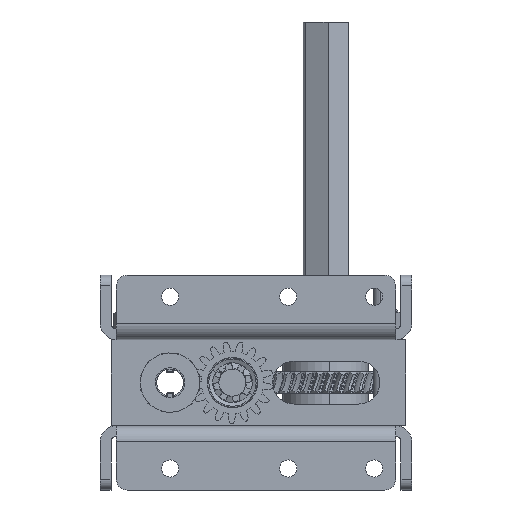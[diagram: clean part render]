
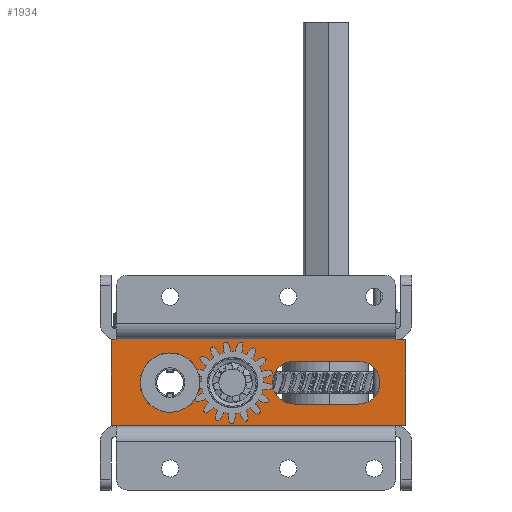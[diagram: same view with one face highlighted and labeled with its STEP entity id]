
A CAD part, left-side view. The second image highlights one B-rep face of the part: STEP entity #1934.
In plain terms, the highlighted face is planar.
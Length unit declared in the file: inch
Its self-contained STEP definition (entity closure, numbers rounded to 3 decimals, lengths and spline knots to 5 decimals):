
#1934 = ADVANCED_FACE ( 'NONE', ( #21853, #20226, #52656, #34022 ), #49811, .T. ) ;
#1970 = DIRECTION ( 'NONE',  ( 0., 0., 1. ) ) ;
#2833 = DIRECTION ( 'NONE',  ( 0., 0., 1. ) ) ;
#3179 = ORIENTED_EDGE ( 'NONE', *, *, #61579, .T. ) ;
#4287 = VECTOR ( 'NONE', #51149, 39.37008 ) ;
#4333 = AXIS2_PLACEMENT_3D ( 'NONE', #12913, #49165, #18147 ) ;
#4417 = CARTESIAN_POINT ( 'NONE',  ( 0., 0., -0.75 ) ) ;
#4876 = CARTESIAN_POINT ( 'NONE',  ( 0., 0., -1. ) ) ;
#5908 = VECTOR ( 'NONE', #41203, 39.37008 ) ;
#7162 = CARTESIAN_POINT ( 'NONE',  ( 2.88, 0., -0.25 ) ) ;
#7977 = CARTESIAN_POINT ( 'NONE',  ( 1.4135, 0., -0.145 ) ) ;
#8286 = LINE ( 'NONE', #20659, #34288 ) ;
#8739 = CARTESIAN_POINT ( 'NONE',  ( 3.43, 0., -1. ) ) ;
#9962 = CIRCLE ( 'NONE', #10685, 0.25 ) ;
#10172 = AXIS2_PLACEMENT_3D ( 'NONE', #25133, #54715, #17130 ) ;
#10225 = CARTESIAN_POINT ( 'NONE',  ( 0.6875, 0., -0.6965 ) ) ;
#10407 = CIRCLE ( 'NONE', #4333, 0.355 ) ;
#10470 = CARTESIAN_POINT ( 'NONE',  ( 2.13, 0., -0.25 ) ) ;
#10685 = AXIS2_PLACEMENT_3D ( 'NONE', #17878, #54126, #23115 ) ;
#10950 = EDGE_CURVE ( 'NONE', #29692, #16623, #19001, .T. ) ;
#11013 = LINE ( 'NONE', #21776, #37023 ) ;
#11274 = CARTESIAN_POINT ( 'NONE',  ( 0., 0., -1. ) ) ;
#11314 = DIRECTION ( 'NONE',  ( 0., 1., 0. ) ) ;
#12913 = CARTESIAN_POINT ( 'NONE',  ( 1.4135, 0., -0.5 ) ) ;
#13498 = CARTESIAN_POINT ( 'NONE',  ( 1.4135, 0., -0.855 ) ) ;
#15054 = ORIENTED_EDGE ( 'NONE', *, *, #29462, .T. ) ;
#16623 = VERTEX_POINT ( 'NONE', #66551 ) ;
#16762 = CARTESIAN_POINT ( 'NONE',  ( 0., 0., 0. ) ) ;
#17130 = DIRECTION ( 'NONE',  ( 0., 0., -1. ) ) ;
#17878 = CARTESIAN_POINT ( 'NONE',  ( 2.88, 0., -0.5 ) ) ;
#18147 = DIRECTION ( 'NONE',  ( 0., 0., 1. ) ) ;
#18853 = ORIENTED_EDGE ( 'NONE', *, *, #44732, .T. ) ;
#19001 = LINE ( 'NONE', #33907, #32794 ) ;
#19746 = LINE ( 'NONE', #4876, #5908 ) ;
#20226 = FACE_BOUND ( 'NONE', #53803, .T. ) ;
#20434 = CARTESIAN_POINT ( 'NONE',  ( 0., 0., -1. ) ) ;
#20659 = CARTESIAN_POINT ( 'NONE',  ( 0., 0., 0. ) ) ;
#21672 = VERTEX_POINT ( 'NONE', #7162 ) ;
#21776 = CARTESIAN_POINT ( 'NONE',  ( 0., 0., -0.25 ) ) ;
#21853 = FACE_OUTER_BOUND ( 'NONE', #30449, .T. ) ;
#22151 = VERTEX_POINT ( 'NONE', #10470 ) ;
#23115 = DIRECTION ( 'NONE',  ( 0., 0., 1. ) ) ;
#23932 = DIRECTION ( 'NONE',  ( 0., 1., 0. ) ) ;
#25133 = CARTESIAN_POINT ( 'NONE',  ( 0., 0., -1. ) ) ;
#26183 = EDGE_CURVE ( 'NONE', #22151, #21672, #11013, .T. ) ;
#27464 = EDGE_CURVE ( 'NONE', #54407, #45856, #65559, .T. ) ;
#29260 = DIRECTION ( 'NONE',  ( 0., 1., 0. ) ) ;
#29462 = EDGE_CURVE ( 'NONE', #45856, #54407, #35504, .T. ) ;
#29513 = AXIS2_PLACEMENT_3D ( 'NONE', #42408, #11314, #47588 ) ;
#29692 = VERTEX_POINT ( 'NONE', #8739 ) ;
#30449 = EDGE_LOOP ( 'NONE', ( #61642, #31318, #62995, #59164 ) ) ;
#31318 = ORIENTED_EDGE ( 'NONE', *, *, #39129, .T. ) ;
#31845 = VECTOR ( 'NONE', #35875, 39.37008 ) ;
#32794 = VECTOR ( 'NONE', #2833, 39.37008 ) ;
#32876 = CARTESIAN_POINT ( 'NONE',  ( 0.6875, 0., -0.3035 ) ) ;
#33053 = DIRECTION ( 'NONE',  ( 0., 1., 0. ) ) ;
#33907 = CARTESIAN_POINT ( 'NONE',  ( 3.43, 0., -1. ) ) ;
#34022 = FACE_BOUND ( 'NONE', #45197, .T. ) ;
#34288 = VECTOR ( 'NONE', #56913, 39.37008 ) ;
#34986 = ORIENTED_EDGE ( 'NONE', *, *, #47891, .T. ) ;
#35437 = EDGE_CURVE ( 'NONE', #56456, #29692, #19746, .T. ) ;
#35504 = CIRCLE ( 'NONE', #52009, 0.1965 ) ;
#35875 = DIRECTION ( 'NONE',  ( 0., 0., -1. ) ) ;
#36619 = EDGE_CURVE ( 'NONE', #48011, #56456, #47249, .T. ) ;
#37023 = VECTOR ( 'NONE', #52802, 39.37008 ) ;
#39129 = EDGE_CURVE ( 'NONE', #16623, #48011, #8286, .T. ) ;
#40650 = CIRCLE ( 'NONE', #29513, 0.25 ) ;
#41203 = DIRECTION ( 'NONE',  ( 1., 0., 0. ) ) ;
#42408 = CARTESIAN_POINT ( 'NONE',  ( 2.13, 0., -0.5 ) ) ;
#43292 = AXIS2_PLACEMENT_3D ( 'NONE', #54942, #23932, #60168 ) ;
#43449 = VERTEX_POINT ( 'NONE', #13498 ) ;
#44732 = EDGE_CURVE ( 'NONE', #44964, #49467, #45678, .T. ) ;
#44964 = VERTEX_POINT ( 'NONE', #50141 ) ;
#45197 = EDGE_LOOP ( 'NONE', ( #3179, #18853, #34986, #58344 ) ) ;
#45678 = LINE ( 'NONE', #4417, #4287 ) ;
#45856 = VERTEX_POINT ( 'NONE', #10225 ) ;
#47249 = LINE ( 'NONE', #20434, #31845 ) ;
#47588 = DIRECTION ( 'NONE',  ( 0., 0., 1. ) ) ;
#47615 = EDGE_LOOP ( 'NONE', ( #54303, #15054 ) ) ;
#47891 = EDGE_CURVE ( 'NONE', #49467, #22151, #40650, .T. ) ;
#48011 = VERTEX_POINT ( 'NONE', #16762 ) ;
#48758 = VERTEX_POINT ( 'NONE', #7977 ) ;
#49165 = DIRECTION ( 'NONE',  ( 0., 1., 0. ) ) ;
#49467 = VERTEX_POINT ( 'NONE', #63902 ) ;
#49811 = PLANE ( 'NONE',  #10172 ) ;
#50141 = CARTESIAN_POINT ( 'NONE',  ( 2.88, 0., -0.75 ) ) ;
#50568 = EDGE_CURVE ( 'NONE', #48758, #43449, #10407, .T. ) ;
#51149 = DIRECTION ( 'NONE',  ( -1., 0., 0. ) ) ;
#51482 = CIRCLE ( 'NONE', #57460, 0.355 ) ;
#52009 = AXIS2_PLACEMENT_3D ( 'NONE', #64081, #33053, #1970 ) ;
#52656 = FACE_BOUND ( 'NONE', #47615, .T. ) ;
#52705 = ORIENTED_EDGE ( 'NONE', *, *, #50568, .T. ) ;
#52802 = DIRECTION ( 'NONE',  ( 1., 0., 0. ) ) ;
#53803 = EDGE_LOOP ( 'NONE', ( #52705, #60341 ) ) ;
#54126 = DIRECTION ( 'NONE',  ( 0., 1., 0. ) ) ;
#54303 = ORIENTED_EDGE ( 'NONE', *, *, #27464, .T. ) ;
#54407 = VERTEX_POINT ( 'NONE', #32876 ) ;
#54715 = DIRECTION ( 'NONE',  ( 0., -1., 0. ) ) ;
#54942 = CARTESIAN_POINT ( 'NONE',  ( 0.6875, 0., -0.5 ) ) ;
#56046 = EDGE_CURVE ( 'NONE', #43449, #48758, #51482, .T. ) ;
#56456 = VERTEX_POINT ( 'NONE', #11274 ) ;
#56913 = DIRECTION ( 'NONE',  ( -1., 0., 0. ) ) ;
#57460 = AXIS2_PLACEMENT_3D ( 'NONE', #60287, #29260, #65485 ) ;
#58344 = ORIENTED_EDGE ( 'NONE', *, *, #26183, .T. ) ;
#59164 = ORIENTED_EDGE ( 'NONE', *, *, #35437, .T. ) ;
#60168 = DIRECTION ( 'NONE',  ( 0., 0., 1. ) ) ;
#60287 = CARTESIAN_POINT ( 'NONE',  ( 1.4135, 0., -0.5 ) ) ;
#60341 = ORIENTED_EDGE ( 'NONE', *, *, #56046, .T. ) ;
#61579 = EDGE_CURVE ( 'NONE', #21672, #44964, #9962, .T. ) ;
#61642 = ORIENTED_EDGE ( 'NONE', *, *, #10950, .T. ) ;
#62995 = ORIENTED_EDGE ( 'NONE', *, *, #36619, .T. ) ;
#63902 = CARTESIAN_POINT ( 'NONE',  ( 2.13, 0., -0.75 ) ) ;
#64081 = CARTESIAN_POINT ( 'NONE',  ( 0.6875, 0., -0.5 ) ) ;
#65485 = DIRECTION ( 'NONE',  ( 0., 0., 1. ) ) ;
#65559 = CIRCLE ( 'NONE', #43292, 0.1965 ) ;
#66551 = CARTESIAN_POINT ( 'NONE',  ( 3.43, 0., 0. ) ) ;
